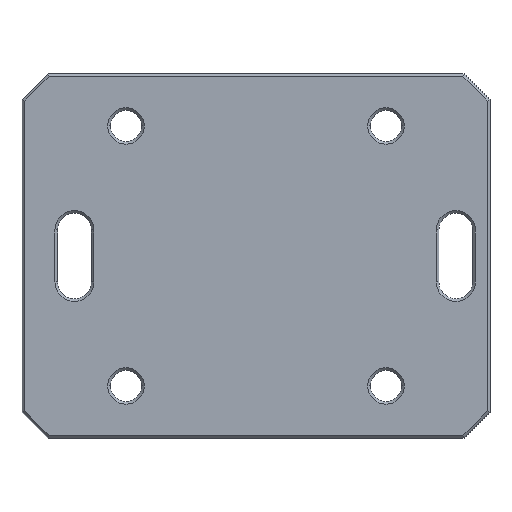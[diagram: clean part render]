
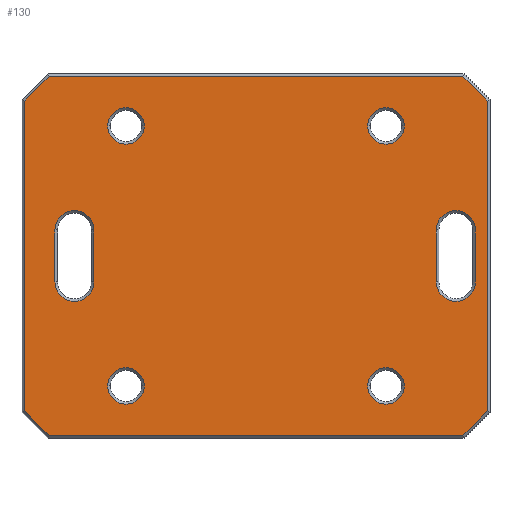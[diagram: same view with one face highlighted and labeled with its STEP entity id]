
A CAD part, top view. The second image highlights one B-rep face of the part: STEP entity #130.
In plain terms, the highlighted planar face has unit normal (0, 0, 1).
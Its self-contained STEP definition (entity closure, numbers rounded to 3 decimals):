
#130=ADVANCED_FACE('',(#311,#312,#313,#314,#315,#316,#317),#318,.F.);
#311=FACE_OUTER_BOUND('',#552,.T.);
#312=FACE_BOUND('',#553,.T.);
#313=FACE_BOUND('',#554,.T.);
#314=FACE_BOUND('',#555,.T.);
#315=FACE_BOUND('',#556,.T.);
#316=FACE_BOUND('',#557,.T.);
#317=FACE_BOUND('',#558,.T.);
#318=PLANE('',#559);
#552=EDGE_LOOP('',(#867,#868,#869,#870,#871,#872,#873,#874));
#553=EDGE_LOOP('',(#875,#876,#877,#878));
#554=EDGE_LOOP('',(#879,#880,#881,#882));
#555=EDGE_LOOP('',(#883,#884));
#556=EDGE_LOOP('',(#885,#886));
#557=EDGE_LOOP('',(#887,#888));
#558=EDGE_LOOP('',(#889,#890));
#559=AXIS2_PLACEMENT_3D('',#891,#892,#893);
#867=ORIENTED_EDGE('',*,*,#1451,.T.);
#868=ORIENTED_EDGE('',*,*,#1452,.T.);
#869=ORIENTED_EDGE('',*,*,#1453,.T.);
#870=ORIENTED_EDGE('',*,*,#1454,.T.);
#871=ORIENTED_EDGE('',*,*,#1455,.T.);
#872=ORIENTED_EDGE('',*,*,#1456,.T.);
#873=ORIENTED_EDGE('',*,*,#1457,.T.);
#874=ORIENTED_EDGE('',*,*,#1458,.T.);
#875=ORIENTED_EDGE('',*,*,#1459,.T.);
#876=ORIENTED_EDGE('',*,*,#1460,.T.);
#877=ORIENTED_EDGE('',*,*,#1461,.T.);
#878=ORIENTED_EDGE('',*,*,#1462,.T.);
#879=ORIENTED_EDGE('',*,*,#1463,.T.);
#880=ORIENTED_EDGE('',*,*,#1464,.T.);
#881=ORIENTED_EDGE('',*,*,#1465,.T.);
#882=ORIENTED_EDGE('',*,*,#1466,.T.);
#883=ORIENTED_EDGE('',*,*,#1467,.T.);
#884=ORIENTED_EDGE('',*,*,#1407,.T.);
#885=ORIENTED_EDGE('',*,*,#1468,.T.);
#886=ORIENTED_EDGE('',*,*,#1402,.T.);
#887=ORIENTED_EDGE('',*,*,#1469,.T.);
#888=ORIENTED_EDGE('',*,*,#1397,.T.);
#889=ORIENTED_EDGE('',*,*,#1470,.T.);
#890=ORIENTED_EDGE('',*,*,#1392,.T.);
#891=CARTESIAN_POINT('',(90.0,70.0,0.));
#892=DIRECTION('',(0.0,0.0,-1.0));
#893=DIRECTION('',(1.0,0.0,0.0));
#1392=EDGE_CURVE('',#1652,#1649,#1653,.T.);
#1397=EDGE_CURVE('',#1661,#1658,#1662,.T.);
#1402=EDGE_CURVE('',#1670,#1667,#1671,.T.);
#1407=EDGE_CURVE('',#1679,#1676,#1680,.T.);
#1451=EDGE_CURVE('',#1741,#1742,#1743,.T.);
#1452=EDGE_CURVE('',#1742,#1744,#1745,.T.);
#1453=EDGE_CURVE('',#1744,#1746,#1747,.T.);
#1454=EDGE_CURVE('',#1746,#1748,#1749,.T.);
#1455=EDGE_CURVE('',#1748,#1750,#1751,.T.);
#1456=EDGE_CURVE('',#1750,#1752,#1753,.T.);
#1457=EDGE_CURVE('',#1752,#1754,#1755,.T.);
#1458=EDGE_CURVE('',#1754,#1741,#1756,.T.);
#1459=EDGE_CURVE('',#1757,#1758,#1759,.T.);
#1460=EDGE_CURVE('',#1758,#1760,#1761,.T.);
#1461=EDGE_CURVE('',#1760,#1762,#1763,.T.);
#1462=EDGE_CURVE('',#1762,#1757,#1764,.T.);
#1463=EDGE_CURVE('',#1765,#1766,#1767,.T.);
#1464=EDGE_CURVE('',#1766,#1768,#1769,.T.);
#1465=EDGE_CURVE('',#1768,#1770,#1771,.T.);
#1466=EDGE_CURVE('',#1770,#1765,#1772,.T.);
#1467=EDGE_CURVE('',#1676,#1679,#1773,.T.);
#1468=EDGE_CURVE('',#1667,#1670,#1774,.T.);
#1469=EDGE_CURVE('',#1658,#1661,#1775,.T.);
#1470=EDGE_CURVE('',#1649,#1652,#1776,.T.);
#1649=VERTEX_POINT('',#1995);
#1652=VERTEX_POINT('',#1999);
#1653=CIRCLE('',#2000,3.5);
#1658=VERTEX_POINT('',#2006);
#1661=VERTEX_POINT('',#2010);
#1662=CIRCLE('',#2011,3.5);
#1667=VERTEX_POINT('',#2017);
#1670=VERTEX_POINT('',#2021);
#1671=CIRCLE('',#2022,3.5);
#1676=VERTEX_POINT('',#2028);
#1679=VERTEX_POINT('',#2032);
#1680=CIRCLE('',#2033,3.5);
#1741=VERTEX_POINT('',#2119);
#1742=VERTEX_POINT('',#2120);
#1743=LINE('',#2121,#2122);
#1744=VERTEX_POINT('',#2123);
#1745=LINE('',#2124,#2125);
#1746=VERTEX_POINT('',#2126);
#1747=LINE('',#2127,#2128);
#1748=VERTEX_POINT('',#2129);
#1749=LINE('',#2130,#2131);
#1750=VERTEX_POINT('',#2132);
#1751=LINE('',#2133,#2134);
#1752=VERTEX_POINT('',#2135);
#1753=LINE('',#2136,#2137);
#1754=VERTEX_POINT('',#2138);
#1755=LINE('',#2139,#2140);
#1756=LINE('',#2141,#2142);
#1757=VERTEX_POINT('',#2143);
#1758=VERTEX_POINT('',#2144);
#1759=LINE('',#2145,#2146);
#1760=VERTEX_POINT('',#2147);
#1761=CIRCLE('',#2148,3.75);
#1762=VERTEX_POINT('',#2149);
#1763=LINE('',#2150,#2151);
#1764=CIRCLE('',#2152,3.75);
#1765=VERTEX_POINT('',#2153);
#1766=VERTEX_POINT('',#2154);
#1767=LINE('',#2155,#2156);
#1768=VERTEX_POINT('',#2157);
#1769=CIRCLE('',#2158,3.75);
#1770=VERTEX_POINT('',#2159);
#1771=LINE('',#2160,#2161);
#1772=CIRCLE('',#2162,3.75);
#1773=CIRCLE('',#2163,3.5);
#1774=CIRCLE('',#2164,3.5);
#1775=CIRCLE('',#2165,3.5);
#1776=CIRCLE('',#2166,3.5);
#1995=CARTESIAN_POINT('',(23.5,10.,0.));
#1999=CARTESIAN_POINT('',(16.5,10.,0.0));
#2000=AXIS2_PLACEMENT_3D('',#2441,#2442,#2443);
#2006=CARTESIAN_POINT('',(73.5,60.0,0.));
#2010=CARTESIAN_POINT('',(66.5,60.,0.));
#2011=AXIS2_PLACEMENT_3D('',#2449,#2450,#2451);
#2017=CARTESIAN_POINT('',(23.5,60.0,0.));
#2021=CARTESIAN_POINT('',(16.5,60.,0.));
#2022=AXIS2_PLACEMENT_3D('',#2457,#2458,#2459);
#2028=CARTESIAN_POINT('',(73.5,10.,0.));
#2032=CARTESIAN_POINT('',(66.5,10.,0.));
#2033=AXIS2_PLACEMENT_3D('',#2465,#2466,#2467);
#2119=CARTESIAN_POINT('',(5.207,0.5,0.));
#2120=CARTESIAN_POINT('',(84.793,0.5,0.));
#2121=CARTESIAN_POINT('',(90.0,0.5,0.));
#2122=VECTOR('',#2520,1.0);
#2123=CARTESIAN_POINT('',(89.5,5.207,0.));
#2124=CARTESIAN_POINT('',(89.646,5.354,0.));
#2125=VECTOR('',#2521,1.0);
#2126=CARTESIAN_POINT('',(89.5,64.793,0.));
#2127=CARTESIAN_POINT('',(89.5,70.0,0.));
#2128=VECTOR('',#2522,1.0);
#2129=CARTESIAN_POINT('',(84.793,69.5,0.));
#2130=CARTESIAN_POINT('',(84.646,69.646,0.));
#2131=VECTOR('',#2523,1.0);
#2132=CARTESIAN_POINT('',(5.207,69.5,0.));
#2133=CARTESIAN_POINT('',(90.0,69.5,0.));
#2134=VECTOR('',#2524,1.0);
#2135=CARTESIAN_POINT('',(0.5,64.793,0.));
#2136=CARTESIAN_POINT('',(0.354,64.646,0.));
#2137=VECTOR('',#2525,1.0);
#2138=CARTESIAN_POINT('',(0.5,5.207,0.));
#2139=CARTESIAN_POINT('',(0.5,70.0,0.));
#2140=VECTOR('',#2526,1.0);
#2141=CARTESIAN_POINT('',(5.354,0.354,0.));
#2142=VECTOR('',#2527,1.0);
#2143=CARTESIAN_POINT('',(6.334,30.0,0.));
#2144=CARTESIAN_POINT('',(6.334,40.0,0.));
#2145=CARTESIAN_POINT('',(6.334,70.0,0.));
#2146=VECTOR('',#2528,1.0);
#2147=CARTESIAN_POINT('',(13.834,40.0,0.));
#2148=AXIS2_PLACEMENT_3D('',#2529,#2530,#2531);
#2149=CARTESIAN_POINT('',(13.834,30.0,0.));
#2150=CARTESIAN_POINT('',(13.834,70.0,0.));
#2151=VECTOR('',#2532,1.0);
#2152=AXIS2_PLACEMENT_3D('',#2533,#2534,#2535);
#2153=CARTESIAN_POINT('',(79.686,30.0,0.));
#2154=CARTESIAN_POINT('',(79.686,40.0,0.));
#2155=CARTESIAN_POINT('',(79.686,70.0,0.));
#2156=VECTOR('',#2536,1.0);
#2157=CARTESIAN_POINT('',(87.186,40.0,0.));
#2158=AXIS2_PLACEMENT_3D('',#2537,#2538,#2539);
#2159=CARTESIAN_POINT('',(87.186,30.0,0.));
#2160=CARTESIAN_POINT('',(87.186,70.0,0.));
#2161=VECTOR('',#2540,1.0);
#2162=AXIS2_PLACEMENT_3D('',#2541,#2542,#2543);
#2163=AXIS2_PLACEMENT_3D('',#2544,#2545,#2546);
#2164=AXIS2_PLACEMENT_3D('',#2547,#2548,#2549);
#2165=AXIS2_PLACEMENT_3D('',#2550,#2551,#2552);
#2166=AXIS2_PLACEMENT_3D('',#2553,#2554,#2555);
#2441=CARTESIAN_POINT('',(20.0,10.,0.));
#2442=DIRECTION('',(0.0,0.0,-1.0));
#2443=DIRECTION('',(1.0,0.0,0.0));
#2449=CARTESIAN_POINT('',(70.0,60.0,0.));
#2450=DIRECTION('',(0.0,0.0,-1.0));
#2451=DIRECTION('',(1.0,0.0,0.0));
#2457=CARTESIAN_POINT('',(20.0,60.0,0.));
#2458=DIRECTION('',(0.0,0.0,-1.0));
#2459=DIRECTION('',(1.0,0.0,0.0));
#2465=CARTESIAN_POINT('',(70.0,10.,0.));
#2466=DIRECTION('',(0.0,0.0,-1.0));
#2467=DIRECTION('',(1.0,0.0,0.0));
#2520=DIRECTION('',(1.0,0.0,0.0));
#2521=DIRECTION('',(0.707,0.707,0.0));
#2522=DIRECTION('',(0.,1.0,0.0));
#2523=DIRECTION('',(-0.707,0.707,0.0));
#2524=DIRECTION('',(-1.0,0.0,0.0));
#2525=DIRECTION('',(-0.707,-0.707,0.0));
#2526=DIRECTION('',(0.,-1.0,0.0));
#2527=DIRECTION('',(0.707,-0.707,0.0));
#2528=DIRECTION('',(0.0,1.0,0.0));
#2529=CARTESIAN_POINT('',(10.084,40.0,0.));
#2530=DIRECTION('',(0.0,0.0,-1.0));
#2531=DIRECTION('',(1.0,0.0,0.0));
#2532=DIRECTION('',(0.0,-1.0,0.0));
#2533=CARTESIAN_POINT('',(10.084,30.0,0.));
#2534=DIRECTION('',(0.0,0.0,-1.0));
#2535=DIRECTION('',(1.0,0.0,0.0));
#2536=DIRECTION('',(0.,1.0,0.0));
#2537=CARTESIAN_POINT('',(83.436,40.0,0.));
#2538=DIRECTION('',(0.0,0.0,-1.0));
#2539=DIRECTION('',(1.0,0.0,0.0));
#2540=DIRECTION('',(0.,-1.0,0.0));
#2541=CARTESIAN_POINT('',(83.436,30.0,0.));
#2542=DIRECTION('',(0.0,0.0,-1.0));
#2543=DIRECTION('',(1.0,0.0,0.0));
#2544=CARTESIAN_POINT('',(70.0,10.,0.));
#2545=DIRECTION('',(0.0,0.0,-1.0));
#2546=DIRECTION('',(1.0,0.0,0.0));
#2547=CARTESIAN_POINT('',(20.0,60.0,0.));
#2548=DIRECTION('',(0.0,0.0,-1.0));
#2549=DIRECTION('',(1.0,0.0,0.0));
#2550=CARTESIAN_POINT('',(70.0,60.0,0.));
#2551=DIRECTION('',(0.0,0.0,-1.0));
#2552=DIRECTION('',(1.0,0.0,0.0));
#2553=CARTESIAN_POINT('',(20.0,10.,0.));
#2554=DIRECTION('',(0.0,0.0,-1.0));
#2555=DIRECTION('',(1.0,0.0,0.0));
